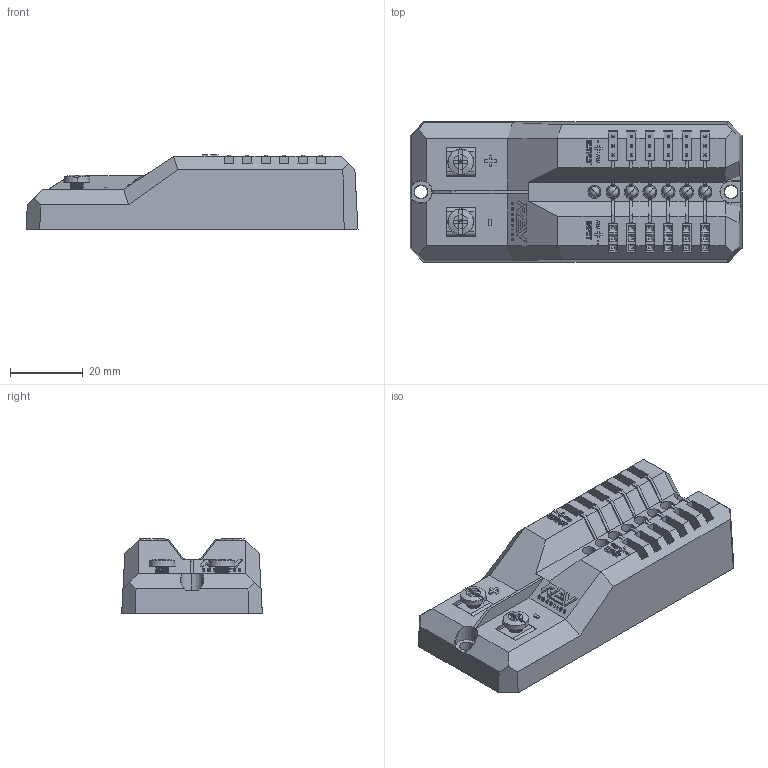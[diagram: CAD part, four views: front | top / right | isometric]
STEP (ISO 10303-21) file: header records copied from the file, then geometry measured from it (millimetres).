
FILE_DESCRIPTION (( 'STEP AP214' ), '1' );
FILE_NAME ('RR-SRV-PU-BD-A.STEP', '2017-01-17T16:10:00', ( 'AISD' ), ( 'Austin Independent School District' ), 'SwSTEP 2.0', 'SolidWorks 2016', '' );
FILE_SCHEMA (( 'AUTOMOTIVE_DESIGN' ));
Length unit declared in the file: inch
Products named in the file (11): XLxx37; Header-Male-11x3-EveryOtherNoPop; Header-Female-1x3-PPTC031LFBN-RC; ScrewTerminalAssembly; ScrewTerminalScrew; ScrewTerminalBase; RRSRVPUBD0Heightspcb; RR-SRV-PU-BD-A; cover; top_shell; XLxxxx34x
Assembly tree (21 placements, depth 3):
  RR-SRV-PU-BD-A
    RRSRVPUBD0Heightspcb
    ScrewTerminalAssembly  x2
      ScrewTerminalBase
      ScrewTerminalScrew
    Header-Female-1x3-PPTC031LFBN-RC  x6
    Header-Male-11x3-EveryOtherNoPop
    XLxx37
    XLxxxx34x  x6
    top_shell
    cover
Bounding box: 91.44 x 38.73 x 20.6 mm (x, y, z)
Volume: 22909.9 mm3; surface area: 38414.3 mm2
Topology: 21 solids, 21 shells, 2261 faces, 5908 edges, 3808 vertices
Faces by surface type: plane 1709, cylinder 315, bspline 127, cone 96, sphere 14
Entity records: 64903 total; most frequent: CARTESIAN_POINT 15718, ORIENTED_EDGE 8926, DIRECTION 7788, EDGE_CURVE 4463, VECTOR 3348, LINE 3348, VERTEX_POINT 2878, AXIS2_PLACEMENT_3D 2220
